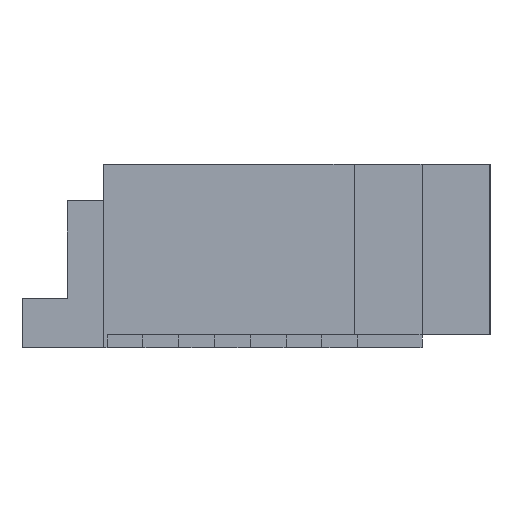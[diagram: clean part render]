
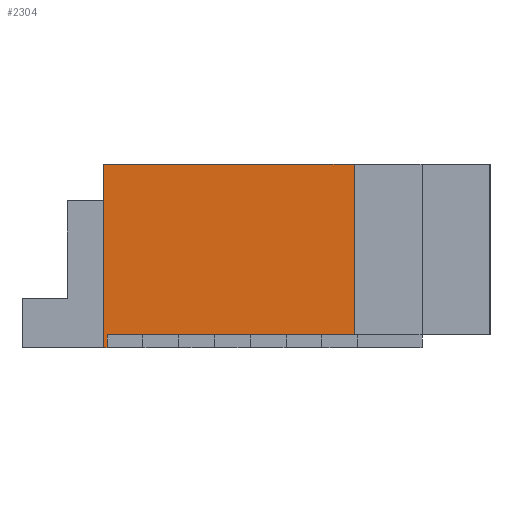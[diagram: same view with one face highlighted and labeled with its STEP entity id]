
A CAD part, left-side view. The second image highlights one B-rep face of the part: STEP entity #2304.
In plain terms, the highlighted planar face has unit normal (-1, 0, 0).
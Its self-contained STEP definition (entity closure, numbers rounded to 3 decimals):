
#506 = VERTEX_POINT('',#507);
#507 = CARTESIAN_POINT('',(-11.935,0.8,2.56));
#513 = EDGE_CURVE('',#506,#514,#516,.T.);
#514 = VERTEX_POINT('',#515);
#515 = CARTESIAN_POINT('',(-11.935,-2.7,2.56));
#516 = LINE('',#517,#518);
#517 = CARTESIAN_POINT('',(-11.935,0.8,2.56));
#518 = VECTOR('',#519,1.);
#519 = DIRECTION('',(0.,-1.,0.));
#2006 = EDGE_CURVE('',#2007,#506,#2009,.T.);
#2007 = VERTEX_POINT('',#2008);
#2008 = CARTESIAN_POINT('',(-11.935,0.8,0.));
#2009 = LINE('',#2010,#2011);
#2010 = CARTESIAN_POINT('',(-11.935,0.8,0.));
#2011 = VECTOR('',#2012,1.);
#2012 = DIRECTION('',(0.,0.,1.));
#2304 = ADVANCED_FACE('',(#2305),#2339,.F.);
#2305 = FACE_BOUND('',#2306,.F.);
#2306 = EDGE_LOOP('',(#2307,#2315,#2316,#2317,#2325,#2333));
#2307 = ORIENTED_EDGE('',*,*,#2308,.F.);
#2308 = EDGE_CURVE('',#2007,#2309,#2311,.T.);
#2309 = VERTEX_POINT('',#2310);
#2310 = CARTESIAN_POINT('',(-11.935,0.75,0.));
#2311 = LINE('',#2312,#2313);
#2312 = CARTESIAN_POINT('',(-11.935,0.8,0.));
#2313 = VECTOR('',#2314,1.);
#2314 = DIRECTION('',(0.,-1.,0.));
#2315 = ORIENTED_EDGE('',*,*,#2006,.T.);
#2316 = ORIENTED_EDGE('',*,*,#513,.T.);
#2317 = ORIENTED_EDGE('',*,*,#2318,.F.);
#2318 = EDGE_CURVE('',#2319,#514,#2321,.T.);
#2319 = VERTEX_POINT('',#2320);
#2320 = CARTESIAN_POINT('',(-11.935,-2.7,0.18));
#2321 = LINE('',#2322,#2323);
#2322 = CARTESIAN_POINT('',(-11.935,-2.7,0.));
#2323 = VECTOR('',#2324,1.);
#2324 = DIRECTION('',(0.,0.,1.));
#2325 = ORIENTED_EDGE('',*,*,#2326,.F.);
#2326 = EDGE_CURVE('',#2327,#2319,#2329,.T.);
#2327 = VERTEX_POINT('',#2328);
#2328 = CARTESIAN_POINT('',(-11.935,0.75,0.18));
#2329 = LINE('',#2330,#2331);
#2330 = CARTESIAN_POINT('',(-11.935,-0.1,0.18));
#2331 = VECTOR('',#2332,1.);
#2332 = DIRECTION('',(0.,-1.,0.));
#2333 = ORIENTED_EDGE('',*,*,#2334,.T.);
#2334 = EDGE_CURVE('',#2327,#2309,#2335,.T.);
#2335 = LINE('',#2336,#2337);
#2336 = CARTESIAN_POINT('',(-11.935,0.75,0.));
#2337 = VECTOR('',#2338,1.);
#2338 = DIRECTION('',(-0.,0.,-1.));
#2339 = PLANE('',#2340);
#2340 = AXIS2_PLACEMENT_3D('',#2341,#2342,#2343);
#2341 = CARTESIAN_POINT('',(-11.935,0.8,0.));
#2342 = DIRECTION('',(1.,0.,0.));
#2343 = DIRECTION('',(0.,-1.,0.));
